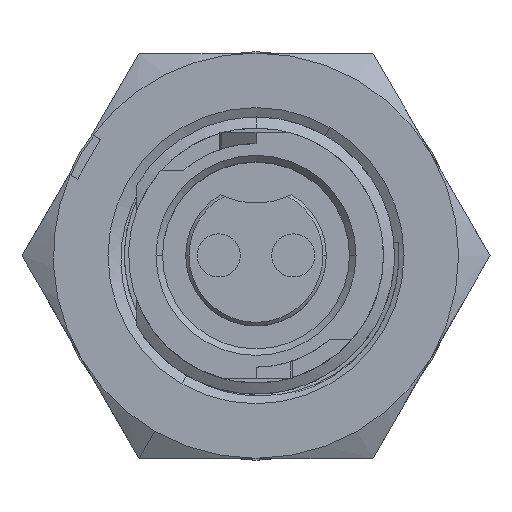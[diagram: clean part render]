
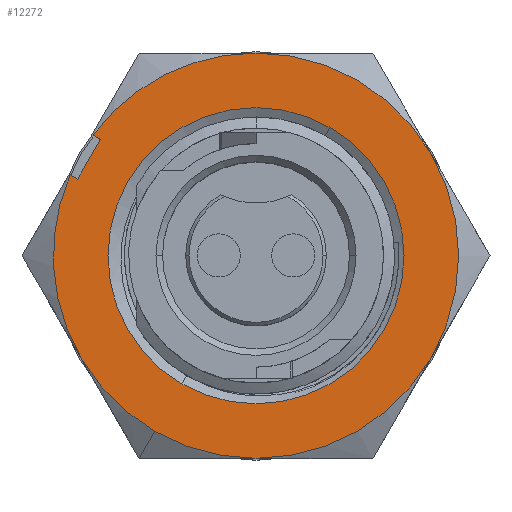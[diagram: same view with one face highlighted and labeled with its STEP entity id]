
A CAD part, top view. The second image highlights one B-rep face of the part: STEP entity #12272.
In plain terms, the highlighted planar face has unit normal (0, 0, 1).
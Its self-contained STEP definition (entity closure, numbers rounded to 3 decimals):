
#83 = DIRECTION ( 'NONE',  ( -0.5, -0.866, 0. ) ) ;
#342 = EDGE_CURVE ( 'NONE', #343, #2069, #8528, .T. ) ;
#343 = VERTEX_POINT ( 'NONE', #1478 ) ;
#346 = DIRECTION ( 'NONE',  ( -0.5, -0.866, 0. ) ) ;
#383 = CIRCLE ( 'NONE', #11956, 7.874 ) ;
#490 = VERTEX_POINT ( 'NONE', #3891 ) ;
#561 = CARTESIAN_POINT ( 'NONE',  ( 13.638, -7.874, 10.236 ) ) ;
#646 = ORIENTED_EDGE ( 'NONE', *, *, #6610, .F. ) ;
#731 = CIRCLE ( 'NONE', #8659, 7.874 ) ;
#1076 = CIRCLE ( 'NONE', #12632, 7.874 ) ;
#1099 = ORIENTED_EDGE ( 'NONE', *, *, #2209, .F. ) ;
#1139 = DIRECTION ( 'NONE',  ( 0., 0., -1. ) ) ;
#1216 = CARTESIAN_POINT ( 'NONE',  ( -7.22, 3.142, 10.236 ) ) ;
#1238 = EDGE_CURVE ( 'NONE', #11889, #6660, #1989, .T. ) ;
#1311 = CIRCLE ( 'NONE', #1976, 7.874 ) ;
#1394 = CARTESIAN_POINT ( 'NONE',  ( -6.331, 4.682, 10.236 ) ) ;
#1478 = CARTESIAN_POINT ( 'NONE',  ( -3.937, -6.819, 10.236 ) ) ;
#1781 = ORIENTED_EDGE ( 'NONE', *, *, #5860, .F. ) ;
#1976 = AXIS2_PLACEMENT_3D ( 'NONE', #10868, #1139, #5474 ) ;
#1989 = LINE ( 'NONE', #5188, #6692 ) ;
#2007 = ORIENTED_EDGE ( 'NONE', *, *, #10984, .F. ) ;
#2069 = VERTEX_POINT ( 'NONE', #4330 ) ;
#2148 = AXIS2_PLACEMENT_3D ( 'NONE', #5160, #12484, #13602 ) ;
#2206 = CARTESIAN_POINT ( 'NONE',  ( 0., -7.874, 10.236 ) ) ;
#2209 = EDGE_CURVE ( 'NONE', #11930, #7103, #8947, .T. ) ;
#2318 = AXIS2_PLACEMENT_3D ( 'NONE', #2645, #4843, #12452 ) ;
#2645 = CARTESIAN_POINT ( 'NONE',  ( 0., 0., 10.236 ) ) ;
#2660 = ORIENTED_EDGE ( 'NONE', *, *, #8255, .F. ) ;
#2674 = LINE ( 'NONE', #8878, #11154 ) ;
#2825 = EDGE_LOOP ( 'NONE', ( #1099, #10745, #9238, #13104, #13111, #12552, #2660, #646, #1781, #2007 ) ) ;
#3525 = AXIS2_PLACEMENT_3D ( 'NONE', #7336, #11211, #346 ) ;
#3538 = ORIENTED_EDGE ( 'NONE', *, *, #5150, .T. ) ;
#3785 = AXIS2_PLACEMENT_3D ( 'NONE', #5308, #5461, #10995 ) ;
#3891 = CARTESIAN_POINT ( 'NONE',  ( 6.819, 3.937, 10.236 ) ) ;
#3994 = CARTESIAN_POINT ( 'NONE',  ( -2.877, -4.982, 10.236 ) ) ;
#4109 = CARTESIAN_POINT ( 'NONE',  ( -6.934, 2.977, 10.236 ) ) ;
#4330 = CARTESIAN_POINT ( 'NONE',  ( -6.819, -3.937, 10.236 ) ) ;
#4843 = DIRECTION ( 'NONE',  ( 0., 0., -1. ) ) ;
#4942 = DIRECTION ( 'NONE',  ( -0.866, 0.5, 0. ) ) ;
#5003 = CARTESIAN_POINT ( 'NONE',  ( 0., 0., 10.236 ) ) ;
#5112 = VERTEX_POINT ( 'NONE', #3994 ) ;
#5150 = EDGE_CURVE ( 'NONE', #5112, #11142, #5897, .T. ) ;
#5160 = CARTESIAN_POINT ( 'NONE',  ( 0., 0., 10.236 ) ) ;
#5174 = DIRECTION ( 'NONE',  ( 0.866, -0.5, 0. ) ) ;
#5188 = CARTESIAN_POINT ( 'NONE',  ( -6.934, 2.977, 10.236 ) ) ;
#5308 = CARTESIAN_POINT ( 'NONE',  ( 0., 0., 10.236 ) ) ;
#5461 = DIRECTION ( 'NONE',  ( 0., 0., -1. ) ) ;
#5473 = DIRECTION ( 'NONE',  ( 0., 0., -1. ) ) ;
#5474 = DIRECTION ( 'NONE',  ( -0.5, -0.866, 0. ) ) ;
#5634 = DIRECTION ( 'NONE',  ( 0., 0., -1. ) ) ;
#5747 = DIRECTION ( 'NONE',  ( 0., -1., 0. ) ) ;
#5860 = EDGE_CURVE ( 'NONE', #490, #9215, #731, .T. ) ;
#5897 = CIRCLE ( 'NONE', #7935, 5.753 ) ;
#6288 = DIRECTION ( 'NONE',  ( -0.5, -0.866, 0. ) ) ;
#6591 = AXIS2_PLACEMENT_3D ( 'NONE', #561, #12425, #5747 ) ;
#6610 = EDGE_CURVE ( 'NONE', #9215, #8457, #1311, .T. ) ;
#6660 = VERTEX_POINT ( 'NONE', #11214 ) ;
#6692 = VECTOR ( 'NONE', #13062, 1000. ) ;
#7103 = VERTEX_POINT ( 'NONE', #11917 ) ;
#7326 = LINE ( 'NONE', #8510, #11168 ) ;
#7336 = CARTESIAN_POINT ( 'NONE',  ( 0., 0., 10.236 ) ) ;
#7520 = VERTEX_POINT ( 'NONE', #1216 ) ;
#7935 = AXIS2_PLACEMENT_3D ( 'NONE', #9818, #5634, #13982 ) ;
#8120 = EDGE_CURVE ( 'NONE', #11142, #5112, #11506, .T. ) ;
#8255 = EDGE_CURVE ( 'NONE', #8457, #343, #1076, .T. ) ;
#8312 = EDGE_CURVE ( 'NONE', #2069, #7520, #383, .T. ) ;
#8440 = CIRCLE ( 'NONE', #2318, 7.874 ) ;
#8457 = VERTEX_POINT ( 'NONE', #2206 ) ;
#8510 = CARTESIAN_POINT ( 'NONE',  ( -8.185, 3.699, 10.236 ) ) ;
#8528 = CIRCLE ( 'NONE', #3525, 7.874 ) ;
#8659 = AXIS2_PLACEMENT_3D ( 'NONE', #10867, #5473, #9653 ) ;
#8722 = EDGE_CURVE ( 'NONE', #7520, #11889, #7326, .T. ) ;
#8799 = CARTESIAN_POINT ( 'NONE',  ( 2.877, 4.982, 10.236 ) ) ;
#8878 = CARTESIAN_POINT ( 'NONE',  ( -7.296, 5.239, 10.236 ) ) ;
#8882 = DIRECTION ( 'NONE',  ( 0., 0., -1. ) ) ;
#8947 = CIRCLE ( 'NONE', #2148, 7.874 ) ;
#9008 = FACE_BOUND ( 'NONE', #10523, .T. ) ;
#9215 = VERTEX_POINT ( 'NONE', #11463 ) ;
#9238 = ORIENTED_EDGE ( 'NONE', *, *, #1238, .F. ) ;
#9482 = DIRECTION ( 'NONE',  ( 0., 0., -1. ) ) ;
#9653 = DIRECTION ( 'NONE',  ( -0.5, -0.866, 0. ) ) ;
#9818 = CARTESIAN_POINT ( 'NONE',  ( 0., 0., 10.236 ) ) ;
#10200 = EDGE_CURVE ( 'NONE', #6660, #11930, #2674, .T. ) ;
#10523 = EDGE_LOOP ( 'NONE', ( #11914, #3538 ) ) ;
#10745 = ORIENTED_EDGE ( 'NONE', *, *, #10200, .F. ) ;
#10867 = CARTESIAN_POINT ( 'NONE',  ( 0., 0., 10.236 ) ) ;
#10868 = CARTESIAN_POINT ( 'NONE',  ( 0., 0., 10.236 ) ) ;
#10984 = EDGE_CURVE ( 'NONE', #7103, #490, #8440, .T. ) ;
#10995 = DIRECTION ( 'NONE',  ( -0.5, -0.866, 0. ) ) ;
#11142 = VERTEX_POINT ( 'NONE', #8799 ) ;
#11154 = VECTOR ( 'NONE', #4942, 1000. ) ;
#11168 = VECTOR ( 'NONE', #5174, 1000. ) ;
#11211 = DIRECTION ( 'NONE',  ( 0., 0., -1. ) ) ;
#11214 = CARTESIAN_POINT ( 'NONE',  ( -6.045, 4.516, 10.236 ) ) ;
#11424 = FACE_OUTER_BOUND ( 'NONE', #2825, .T. ) ;
#11463 = CARTESIAN_POINT ( 'NONE',  ( 6.819, -3.937, 10.236 ) ) ;
#11506 = CIRCLE ( 'NONE', #3785, 5.753 ) ;
#11889 = VERTEX_POINT ( 'NONE', #4109 ) ;
#11914 = ORIENTED_EDGE ( 'NONE', *, *, #8120, .T. ) ;
#11917 = CARTESIAN_POINT ( 'NONE',  ( 0., 7.874, 10.236 ) ) ;
#11930 = VERTEX_POINT ( 'NONE', #1394 ) ;
#11956 = AXIS2_PLACEMENT_3D ( 'NONE', #12218, #8882, #83 ) ;
#12218 = CARTESIAN_POINT ( 'NONE',  ( 0., 0., 10.236 ) ) ;
#12272 = ADVANCED_FACE ( 'NONE', ( #9008, #11424 ), #13327, .F. ) ;
#12425 = DIRECTION ( 'NONE',  ( 0., 0., -1. ) ) ;
#12452 = DIRECTION ( 'NONE',  ( -0.5, -0.866, 0. ) ) ;
#12484 = DIRECTION ( 'NONE',  ( 0., 0., -1. ) ) ;
#12552 = ORIENTED_EDGE ( 'NONE', *, *, #342, .F. ) ;
#12632 = AXIS2_PLACEMENT_3D ( 'NONE', #5003, #9482, #6288 ) ;
#13062 = DIRECTION ( 'NONE',  ( 0.5, 0.866, 0. ) ) ;
#13104 = ORIENTED_EDGE ( 'NONE', *, *, #8722, .F. ) ;
#13111 = ORIENTED_EDGE ( 'NONE', *, *, #8312, .F. ) ;
#13327 = PLANE ( 'NONE',  #6591 ) ;
#13602 = DIRECTION ( 'NONE',  ( -0.5, -0.866, 0. ) ) ;
#13982 = DIRECTION ( 'NONE',  ( -0.5, -0.866, 0. ) ) ;
